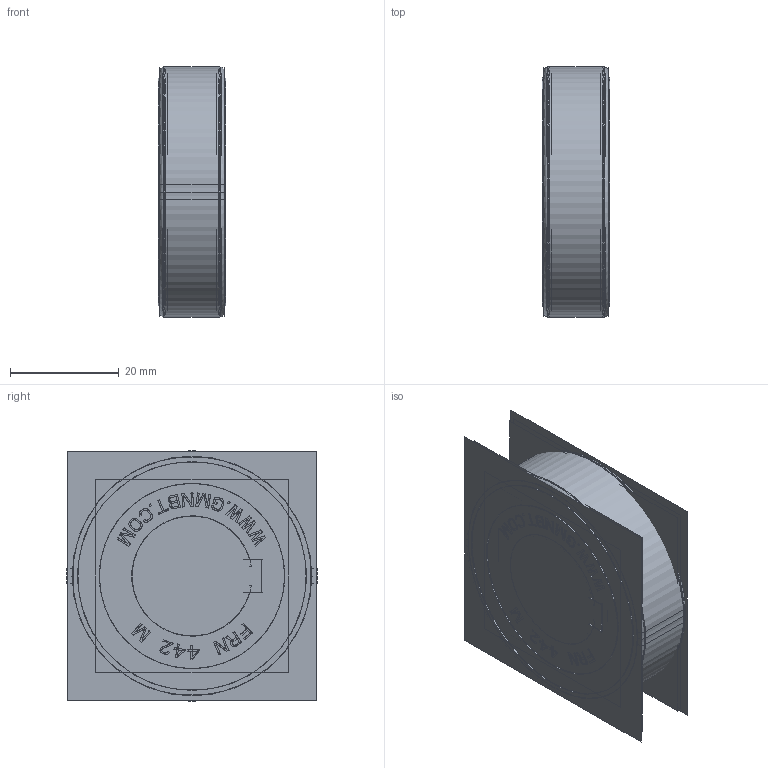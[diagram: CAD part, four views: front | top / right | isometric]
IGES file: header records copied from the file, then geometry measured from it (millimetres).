
Start section:  PTC IGES file: frn442m.igs
Global section: file name: frn442m.igs; native system: Creo Parametric by Parametric Technology Corporation; preprocessor: 2013150; author: sales 4; organization: Unknown; date: 20140326.143522; units: millimetre
Bounding box: 12.48 x 46 x 46 mm (x, y, z)
Volume: 12782.8 mm3; surface area: 103989.6 mm2
Topology: 43 solids, 43 shells, 3094 faces, 16572 edges, 21068 vertices
Faces by surface type: revolution 1634, bspline 1460
